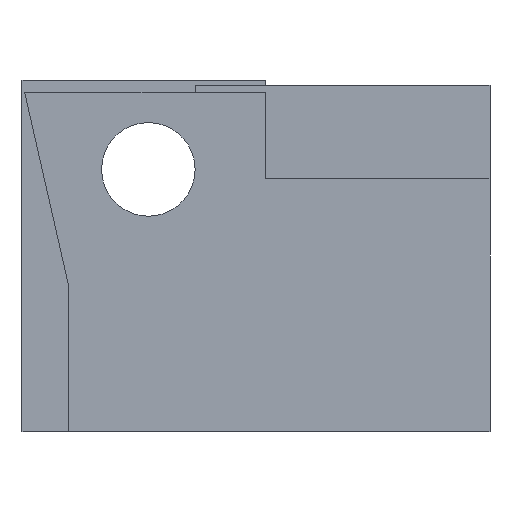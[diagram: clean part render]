
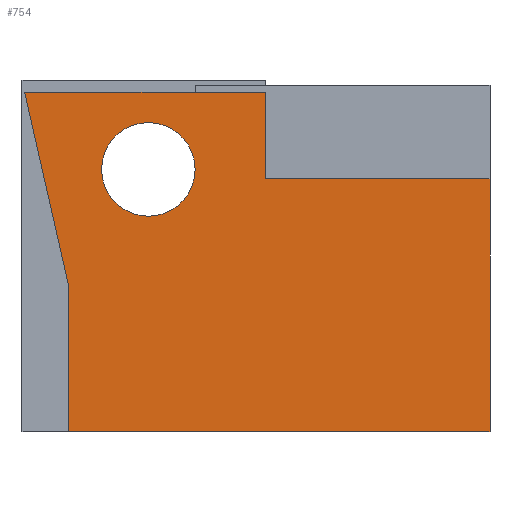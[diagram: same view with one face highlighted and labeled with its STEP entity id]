
A CAD part, front view. The second image highlights one B-rep face of the part: STEP entity #754.
In plain terms, the highlighted planar face has unit normal (0, -1, 0).
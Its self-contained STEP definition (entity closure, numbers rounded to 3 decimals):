
#228 = VERTEX_POINT('',#229);
#229 = CARTESIAN_POINT('',(0.,1.87,0.4));
#235 = EDGE_CURVE('',#228,#236,#238,.T.);
#236 = VERTEX_POINT('',#237);
#237 = CARTESIAN_POINT('',(0.,1.87,3.5));
#238 = LINE('',#239,#240);
#239 = CARTESIAN_POINT('',(0.,1.87,5.8));
#240 = VECTOR('',#241,1.);
#241 = DIRECTION('',(0.,0.,1.));
#291 = EDGE_CURVE('',#228,#292,#294,.T.);
#292 = VERTEX_POINT('',#293);
#293 = CARTESIAN_POINT('',(9.,1.87,0.4));
#294 = LINE('',#295,#296);
#295 = CARTESIAN_POINT('',(0.,1.87,0.4));
#296 = VECTOR('',#297,1.);
#297 = DIRECTION('',(1.,0.,0.));
#573 = EDGE_CURVE('',#292,#574,#576,.T.);
#574 = VERTEX_POINT('',#575);
#575 = CARTESIAN_POINT('',(9.,1.87,5.8));
#576 = LINE('',#577,#578);
#577 = CARTESIAN_POINT('',(9.,1.87,0.));
#578 = VECTOR('',#579,1.);
#579 = DIRECTION('',(0.,0.,1.));
#736 = EDGE_CURVE('',#236,#737,#739,.T.);
#737 = VERTEX_POINT('',#738);
#738 = CARTESIAN_POINT('',(-0.943,1.87,7.65));
#739 = LINE('',#740,#741);
#740 = CARTESIAN_POINT('',(0.,1.87,3.5));
#741 = VECTOR('',#742,1.);
#742 = DIRECTION('',(-0.222,0.,0.975));
#754 = ADVANCED_FACE('',(#755,#783),#794,.T.);
#755 = FACE_BOUND('',#756,.T.);
#756 = EDGE_LOOP('',(#757,#758,#759,#760,#768,#776,#782));
#757 = ORIENTED_EDGE('',*,*,#235,.F.);
#758 = ORIENTED_EDGE('',*,*,#291,.T.);
#759 = ORIENTED_EDGE('',*,*,#573,.T.);
#760 = ORIENTED_EDGE('',*,*,#761,.F.);
#761 = EDGE_CURVE('',#762,#574,#764,.T.);
#762 = VERTEX_POINT('',#763);
#763 = CARTESIAN_POINT('',(4.2,1.87,5.8));
#764 = LINE('',#765,#766);
#765 = CARTESIAN_POINT('',(0.,1.87,5.8));
#766 = VECTOR('',#767,1.);
#767 = DIRECTION('',(1.,0.,0.));
#768 = ORIENTED_EDGE('',*,*,#769,.T.);
#769 = EDGE_CURVE('',#762,#770,#772,.T.);
#770 = VERTEX_POINT('',#771);
#771 = CARTESIAN_POINT('',(4.2,1.87,7.65));
#772 = LINE('',#773,#774);
#773 = CARTESIAN_POINT('',(4.2,1.87,5.8));
#774 = VECTOR('',#775,1.);
#775 = DIRECTION('',(0.,0.,1.));
#776 = ORIENTED_EDGE('',*,*,#777,.F.);
#777 = EDGE_CURVE('',#737,#770,#778,.T.);
#778 = LINE('',#779,#780);
#779 = CARTESIAN_POINT('',(4.,1.87,7.65));
#780 = VECTOR('',#781,1.);
#781 = DIRECTION('',(1.,0.,0.));
#782 = ORIENTED_EDGE('',*,*,#736,.F.);
#783 = FACE_BOUND('',#784,.T.);
#784 = EDGE_LOOP('',(#785));
#785 = ORIENTED_EDGE('',*,*,#786,.F.);
#786 = EDGE_CURVE('',#787,#787,#789,.T.);
#787 = VERTEX_POINT('',#788);
#788 = CARTESIAN_POINT('',(2.7,1.87,6.));
#789 = CIRCLE('',#790,1.);
#790 = AXIS2_PLACEMENT_3D('',#791,#792,#793);
#791 = CARTESIAN_POINT('',(1.7,1.87,6.));
#792 = DIRECTION('',(0.,-1.,0.));
#793 = DIRECTION('',(1.,0.,0.));
#794 = PLANE('',#795);
#795 = AXIS2_PLACEMENT_3D('',#796,#797,#798);
#796 = CARTESIAN_POINT('',(3.804,1.87,3.804));
#797 = DIRECTION('',(-0.,-1.,-0.));
#798 = DIRECTION('',(0.,0.,-1.));
